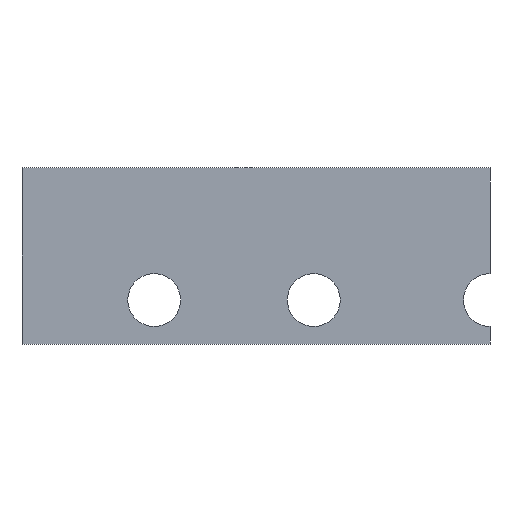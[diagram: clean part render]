
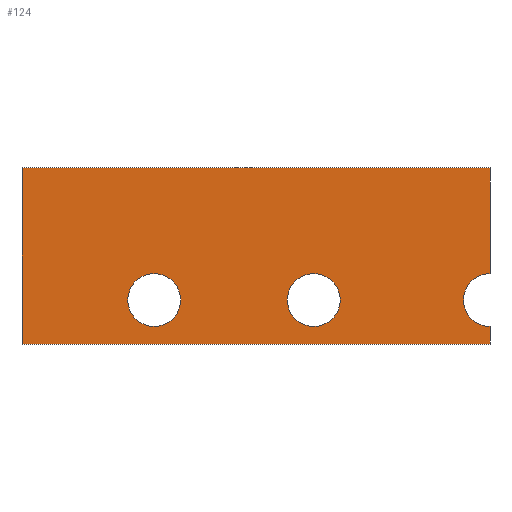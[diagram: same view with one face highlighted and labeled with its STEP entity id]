
A CAD part, top view. The second image highlights one B-rep face of the part: STEP entity #124.
In plain terms, the highlighted planar face has unit normal (0, 0, 1).
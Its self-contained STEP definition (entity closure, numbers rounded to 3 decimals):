
#4 = DIRECTION ( 'NONE',  ( 0., 0., 1. ) ) ;
#5 = VERTEX_POINT ( 'NONE', #45 ) ;
#6 = EDGE_LOOP ( 'NONE', ( #145, #93, #34, #20, #66, #8 ) ) ;
#8 = ORIENTED_EDGE ( 'NONE', *, *, #114, .T. ) ;
#9 = DIRECTION ( 'NONE',  ( 0., 0., 1. ) ) ;
#11 = VECTOR ( 'NONE', #146, 1000. ) ;
#19 = AXIS2_PLACEMENT_3D ( 'NONE', #36, #4, #109 ) ;
#20 = ORIENTED_EDGE ( 'NONE', *, *, #88, .T. ) ;
#21 = CARTESIAN_POINT ( 'NONE',  ( 132.816, 12.5, 0. ) ) ;
#23 = CARTESIAN_POINT ( 'NONE',  ( 37.5, 12.5, 0. ) ) ;
#24 = VERTEX_POINT ( 'NONE', #37 ) ;
#25 = CARTESIAN_POINT ( 'NONE',  ( 132.816, 12.5, 0. ) ) ;
#32 = AXIS2_PLACEMENT_3D ( 'NONE', #23, #9, #33 ) ;
#33 = DIRECTION ( 'NONE',  ( 1., 0., 0. ) ) ;
#34 = ORIENTED_EDGE ( 'NONE', *, *, #159, .T. ) ;
#36 = CARTESIAN_POINT ( 'NONE',  ( 82.816, 12.5, 0. ) ) ;
#37 = CARTESIAN_POINT ( 'NONE',  ( 0., 0., 0. ) ) ;
#38 = CARTESIAN_POINT ( 'NONE',  ( 90.316, 12.5, 0. ) ) ;
#45 = CARTESIAN_POINT ( 'NONE',  ( 132.816, 5., 0. ) ) ;
#46 = LINE ( 'NONE', #132, #167 ) ;
#47 = DIRECTION ( 'NONE',  ( 1., 0., 0. ) ) ;
#48 = DIRECTION ( 'NONE',  ( 0., 0., 1. ) ) ;
#54 = EDGE_CURVE ( 'NONE', #162, #24, #137, .T. ) ;
#55 = VECTOR ( 'NONE', #107, 1000. ) ;
#56 = EDGE_LOOP ( 'NONE', ( #58 ) ) ;
#57 = CIRCLE ( 'NONE', #19, 7.5 ) ;
#58 = ORIENTED_EDGE ( 'NONE', *, *, #129, .F. ) ;
#62 = EDGE_CURVE ( 'NONE', #136, #136, #57, .T. ) ;
#66 = ORIENTED_EDGE ( 'NONE', *, *, #79, .T. ) ;
#68 = CARTESIAN_POINT ( 'NONE',  ( 0., 0., 0. ) ) ;
#69 = VECTOR ( 'NONE', #158, 1000. ) ;
#70 = ORIENTED_EDGE ( 'NONE', *, *, #62, .F. ) ;
#76 = CIRCLE ( 'NONE', #32, 7.5 ) ;
#77 = LINE ( 'NONE', #68, #160 ) ;
#78 = AXIS2_PLACEMENT_3D ( 'NONE', #21, #48, #108 ) ;
#79 = EDGE_CURVE ( 'NONE', #120, #161, #118, .T. ) ;
#80 = DIRECTION ( 'NONE',  ( 0., 0., -1. ) ) ;
#81 = CARTESIAN_POINT ( 'NONE',  ( 132.816, 50., 0. ) ) ;
#82 = FACE_BOUND ( 'NONE', #144, .T. ) ;
#83 = VERTEX_POINT ( 'NONE', #153 ) ;
#88 = EDGE_CURVE ( 'NONE', #5, #120, #117, .T. ) ;
#90 = CARTESIAN_POINT ( 'NONE',  ( 132.816, 0., 0. ) ) ;
#91 = CARTESIAN_POINT ( 'NONE',  ( 132.816, 20., 0. ) ) ;
#93 = ORIENTED_EDGE ( 'NONE', *, *, #138, .T. ) ;
#94 = CARTESIAN_POINT ( 'NONE',  ( 132.816, 5., 0. ) ) ;
#95 = CARTESIAN_POINT ( 'NONE',  ( 132.816, 50., 0. ) ) ;
#107 = DIRECTION ( 'NONE',  ( 0., -1., 0. ) ) ;
#108 = DIRECTION ( 'NONE',  ( 1., 0., 0. ) ) ;
#109 = DIRECTION ( 'NONE',  ( 1., 0., 0. ) ) ;
#110 = DIRECTION ( 'NONE',  ( 1., 0., 0. ) ) ;
#114 = EDGE_CURVE ( 'NONE', #161, #162, #46, .T. ) ;
#117 = CIRCLE ( 'NONE', #148, 7.5 ) ;
#118 = LINE ( 'NONE', #81, #69 ) ;
#119 = CARTESIAN_POINT ( 'NONE',  ( 0., 0., 0. ) ) ;
#120 = VERTEX_POINT ( 'NONE', #91 ) ;
#121 = LINE ( 'NONE', #94, #11 ) ;
#122 = VERTEX_POINT ( 'NONE', #90 ) ;
#124 = ADVANCED_FACE ( 'NONE', ( #134, #82, #143 ), #135, .T. ) ;
#129 = EDGE_CURVE ( 'NONE', #83, #83, #76, .T. ) ;
#132 = CARTESIAN_POINT ( 'NONE',  ( 0., 50., 0. ) ) ;
#134 = FACE_BOUND ( 'NONE', #56, .T. ) ;
#135 = PLANE ( 'NONE',  #78 ) ;
#136 = VERTEX_POINT ( 'NONE', #38 ) ;
#137 = LINE ( 'NONE', #119, #55 ) ;
#138 = EDGE_CURVE ( 'NONE', #24, #122, #77, .T. ) ;
#143 = FACE_OUTER_BOUND ( 'NONE', #6, .T. ) ;
#144 = EDGE_LOOP ( 'NONE', ( #70 ) ) ;
#145 = ORIENTED_EDGE ( 'NONE', *, *, #54, .T. ) ;
#146 = DIRECTION ( 'NONE',  ( 0., 1., 0. ) ) ;
#147 = CARTESIAN_POINT ( 'NONE',  ( 0., 50., 0. ) ) ;
#148 = AXIS2_PLACEMENT_3D ( 'NONE', #25, #80, #47 ) ;
#153 = CARTESIAN_POINT ( 'NONE',  ( 45., 12.5, 0. ) ) ;
#156 = DIRECTION ( 'NONE',  ( -1., 0., 0. ) ) ;
#158 = DIRECTION ( 'NONE',  ( 0., 1., 0. ) ) ;
#159 = EDGE_CURVE ( 'NONE', #122, #5, #121, .T. ) ;
#160 = VECTOR ( 'NONE', #110, 1000. ) ;
#161 = VERTEX_POINT ( 'NONE', #95 ) ;
#162 = VERTEX_POINT ( 'NONE', #147 ) ;
#167 = VECTOR ( 'NONE', #156, 1000. ) ;
